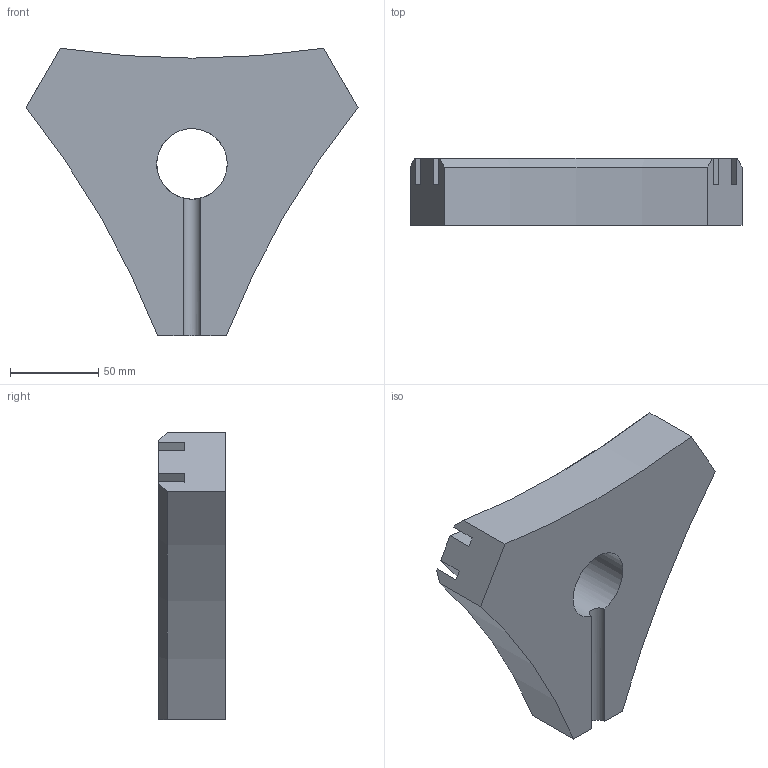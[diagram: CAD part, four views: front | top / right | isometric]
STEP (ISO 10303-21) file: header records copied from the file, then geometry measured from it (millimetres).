
FILE_DESCRIPTION(/* description */ (''),/* implementation_level */ '2;1');
FILE_NAME(/* name */ 'Aecia_bas.step',/* time_stamp */ '2022-10-29T21:09:38+02:00',/* author */ (''),/* organization */ (''),/* preprocessor_version */ 'ST-DEVELOPER v19.2',/* originating_system */ 'Autodesk Translation Framework v11.17.0.187',/* authorisation */ '');
FILE_SCHEMA (('AUTOMOTIVE_DESIGN { 1 0 10303 214 3 1 1 }'));
Length unit declared in the file: millimetre
Products named in the file (1): plan decoupe verre
Bounding box: 188.35 x 38 x 163.11 mm (x, y, z)
Volume: 619068.3 mm3; surface area: 74066.4 mm2
Topology: 1 solids, 1 shells, 25 faces, 72 edges, 48 vertices
Faces by surface type: cylinder 11, plane 11, cone 3
Full cylindrical faces by diameter (mm): 40 x1
Entity records: 877 total; most frequent: CARTESIAN_POINT 175, ORIENTED_EDGE 144, DIRECTION 142, EDGE_CURVE 72, AXIS2_PLACEMENT_3D 51, VERTEX_POINT 48, LINE 40, VECTOR 40
